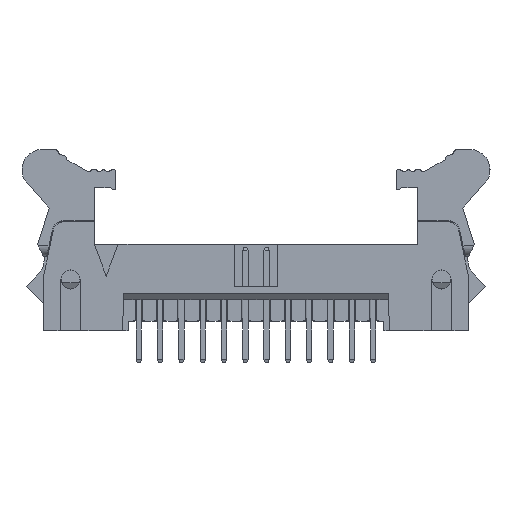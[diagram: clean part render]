
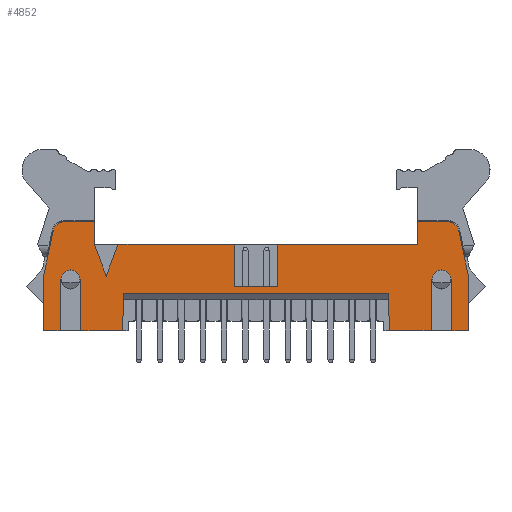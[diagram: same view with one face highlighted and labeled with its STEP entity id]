
A CAD part, front view. The second image highlights one B-rep face of the part: STEP entity #4852.
In plain terms, the highlighted planar face has unit normal (0, -1, 0).
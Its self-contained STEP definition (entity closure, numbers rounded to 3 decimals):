
#3011=CARTESIAN_POINT('',(-2.,-2.975,4.1));
#3012=VERTEX_POINT('',#3011);
#3019=CARTESIAN_POINT('',(2.,-2.975,4.1));
#3020=VERTEX_POINT('',#3019);
#3021=CARTESIAN_POINT('',(2.,-2.975,4.1));
#3022=DIRECTION('',(-1.,0.,0.));
#3023=VECTOR('',#3022,4.);
#3024=LINE('',#3021,#3023);
#3025=EDGE_CURVE('',#3020,#3012,#3024,.T.);
#4264=CARTESIAN_POINT('',(-19.95,-2.975,0.));
#4265=VERTEX_POINT('',#4264);
#4272=CARTESIAN_POINT('',(-19.95,-2.975,5.));
#4273=VERTEX_POINT('',#4272);
#4274=CARTESIAN_POINT('',(-19.95,-2.975,5.));
#4275=DIRECTION('',(0.,0.,-1.));
#4276=VECTOR('',#4275,5.);
#4277=LINE('',#4274,#4276);
#4278=EDGE_CURVE('',#4273,#4265,#4277,.T.);
#4376=CARTESIAN_POINT('',(-18.035,-2.975,10.2));
#4377=VERTEX_POINT('',#4376);
#4394=CARTESIAN_POINT('',(-19.013,-2.975,9.408));
#4395=VERTEX_POINT('',#4394);
#4402=CARTESIAN_POINT('',(-18.035,-2.975,9.2));
#4403=DIRECTION('',(0.,0.,1.));
#4404=DIRECTION('',(0.,-1.,0.));
#4405=AXIS2_PLACEMENT_3D('',#4402,#4404,#4403);
#4406=CIRCLE('',#4405,1.);
#4407=EDGE_CURVE('',#4377,#4395,#4406,.T.);
#4418=CARTESIAN_POINT('',(-18.3,-2.975,4.8));
#4419=VERTEX_POINT('',#4418);
#4426=CARTESIAN_POINT('',(-18.37,-2.975,0.));
#4427=VERTEX_POINT('',#4426);
#4428=CARTESIAN_POINT('',(-18.37,-2.975,0.));
#4429=DIRECTION('',(0.015,0.,1.));
#4430=VECTOR('',#4429,4.801);
#4431=LINE('',#4428,#4430);
#4432=EDGE_CURVE('',#4427,#4419,#4431,.T.);
#4531=CARTESIAN_POINT('',(-19.013,-2.975,9.408));
#4532=DIRECTION('',(-0.208,0.,-0.978));
#4533=VECTOR('',#4532,4.506);
#4534=LINE('',#4531,#4533);
#4535=EDGE_CURVE('',#4395,#4273,#4534,.T.);
#4571=CARTESIAN_POINT('',(-15.15,-2.975,10.2));
#4572=VERTEX_POINT('',#4571);
#4583=CARTESIAN_POINT('',(-15.15,-2.975,10.2));
#4584=DIRECTION('',(-1.,0.,0.));
#4585=VECTOR('',#4584,2.885);
#4586=LINE('',#4583,#4585);
#4587=EDGE_CURVE('',#4572,#4377,#4586,.T.);
#4608=CARTESIAN_POINT('',(-15.15,-2.975,8.1));
#4609=VERTEX_POINT('',#4608);
#4610=CARTESIAN_POINT('',(-15.15,-2.975,8.1));
#4611=DIRECTION('',(0.,0.,1.));
#4612=VECTOR('',#4611,2.1);
#4613=LINE('',#4610,#4612);
#4614=EDGE_CURVE('',#4609,#4572,#4613,.T.);
#4640=CARTESIAN_POINT('',(-2.,-2.975,8.1));
#4641=VERTEX_POINT('',#4640);
#4648=CARTESIAN_POINT('',(-2.,-2.975,4.1));
#4649=DIRECTION('',(0.,0.,1.));
#4650=VECTOR('',#4649,4.);
#4651=LINE('',#4648,#4650);
#4652=EDGE_CURVE('',#3012,#4641,#4651,.T.);
#4664=CARTESIAN_POINT('',(0.,-2.975,5.1));
#4665=DIRECTION('',(1.,0.,0.));
#4666=DIRECTION('',(0.,-1.,0.));
#4667=AXIS2_PLACEMENT_3D('',#4664,#4666,#4665);
#4668=PLANE('',#4667);
#4669=CARTESIAN_POINT('',(-19.95,-2.975,0.));
#4670=DIRECTION('',(1.,0.,0.));
#4671=VECTOR('',#4670,1.58);
#4672=LINE('',#4669,#4671);
#4673=EDGE_CURVE('',#4265,#4427,#4672,.T.);
#4674=ORIENTED_EDGE('',*,*,#4673,.T.);
#4675=ORIENTED_EDGE('',*,*,#4432,.T.);
#4676=CARTESIAN_POINT('',(-16.5,-2.975,4.8));
#4677=VERTEX_POINT('',#4676);
#4678=CARTESIAN_POINT('',(-17.4,-2.975,4.8));
#4679=DIRECTION('',(-1.,0.,0.));
#4680=DIRECTION('',(0.,1.,0.));
#4681=AXIS2_PLACEMENT_3D('',#4678,#4680,#4679);
#4682=CIRCLE('',#4681,0.9);
#4683=EDGE_CURVE('',#4419,#4677,#4682,.T.);
#4684=ORIENTED_EDGE('',*,*,#4683,.T.);
#4685=CARTESIAN_POINT('',(-16.43,-2.975,0.));
#4686=VERTEX_POINT('',#4685);
#4687=CARTESIAN_POINT('',(-16.5,-2.975,4.8));
#4688=DIRECTION('',(0.015,0.,-1.));
#4689=VECTOR('',#4688,4.801);
#4690=LINE('',#4687,#4689);
#4691=EDGE_CURVE('',#4677,#4686,#4690,.T.);
#4692=ORIENTED_EDGE('',*,*,#4691,.T.);
#4693=CARTESIAN_POINT('',(-12.5,-2.975,0.));
#4694=VERTEX_POINT('',#4693);
#4695=CARTESIAN_POINT('',(-16.43,-2.975,0.));
#4696=DIRECTION('',(1.,0.,0.));
#4697=VECTOR('',#4696,3.93);
#4698=LINE('',#4695,#4697);
#4699=EDGE_CURVE('',#4686,#4694,#4698,.T.);
#4700=ORIENTED_EDGE('',*,*,#4699,.T.);
#4701=CARTESIAN_POINT('',(-12.439,-2.975,3.5));
#4702=VERTEX_POINT('',#4701);
#4703=CARTESIAN_POINT('',(-12.5,-2.975,0.));
#4704=DIRECTION('',(0.017,0.,1.));
#4705=VECTOR('',#4704,3.501);
#4706=LINE('',#4703,#4705);
#4707=EDGE_CURVE('',#4694,#4702,#4706,.T.);
#4708=ORIENTED_EDGE('',*,*,#4707,.T.);
#4709=CARTESIAN_POINT('',(12.439,-2.975,3.5));
#4710=VERTEX_POINT('',#4709);
#4711=CARTESIAN_POINT('',(-12.439,-2.975,3.5));
#4712=DIRECTION('',(1.,0.,0.));
#4713=VECTOR('',#4712,24.878);
#4714=LINE('',#4711,#4713);
#4715=EDGE_CURVE('',#4702,#4710,#4714,.T.);
#4716=ORIENTED_EDGE('',*,*,#4715,.T.);
#4717=CARTESIAN_POINT('',(12.5,-2.975,0.));
#4718=VERTEX_POINT('',#4717);
#4719=CARTESIAN_POINT('',(12.5,-2.975,0.));
#4720=DIRECTION('',(-0.017,0.,1.));
#4721=VECTOR('',#4720,3.501);
#4722=LINE('',#4719,#4721);
#4723=EDGE_CURVE('',#4718,#4710,#4722,.T.);
#4724=ORIENTED_EDGE('',*,*,#4723,.F.);
#4725=CARTESIAN_POINT('',(16.43,-2.975,0.));
#4726=VERTEX_POINT('',#4725);
#4727=CARTESIAN_POINT('',(16.43,-2.975,0.));
#4728=DIRECTION('',(-1.,0.,0.));
#4729=VECTOR('',#4728,3.93);
#4730=LINE('',#4727,#4729);
#4731=EDGE_CURVE('',#4726,#4718,#4730,.T.);
#4732=ORIENTED_EDGE('',*,*,#4731,.F.);
#4733=CARTESIAN_POINT('',(16.5,-2.975,4.8));
#4734=VERTEX_POINT('',#4733);
#4735=CARTESIAN_POINT('',(16.5,-2.975,4.8));
#4736=DIRECTION('',(-0.015,0.,-1.));
#4737=VECTOR('',#4736,4.801);
#4738=LINE('',#4735,#4737);
#4739=EDGE_CURVE('',#4734,#4726,#4738,.T.);
#4740=ORIENTED_EDGE('',*,*,#4739,.F.);
#4741=CARTESIAN_POINT('',(18.3,-2.975,4.8));
#4742=VERTEX_POINT('',#4741);
#4743=CARTESIAN_POINT('',(17.4,-2.975,4.8));
#4744=DIRECTION('',(1.,0.,0.));
#4745=DIRECTION('',(0.,-1.,0.));
#4746=AXIS2_PLACEMENT_3D('',#4743,#4745,#4744);
#4747=CIRCLE('',#4746,0.9);
#4748=EDGE_CURVE('',#4742,#4734,#4747,.T.);
#4749=ORIENTED_EDGE('',*,*,#4748,.F.);
#4750=CARTESIAN_POINT('',(18.37,-2.975,0.));
#4751=VERTEX_POINT('',#4750);
#4752=CARTESIAN_POINT('',(18.37,-2.975,0.));
#4753=DIRECTION('',(-0.015,0.,1.));
#4754=VECTOR('',#4753,4.801);
#4755=LINE('',#4752,#4754);
#4756=EDGE_CURVE('',#4751,#4742,#4755,.T.);
#4757=ORIENTED_EDGE('',*,*,#4756,.F.);
#4758=CARTESIAN_POINT('',(19.95,-2.975,0.));
#4759=VERTEX_POINT('',#4758);
#4760=CARTESIAN_POINT('',(19.95,-2.975,0.));
#4761=DIRECTION('',(-1.,0.,0.));
#4762=VECTOR('',#4761,1.58);
#4763=LINE('',#4760,#4762);
#4764=EDGE_CURVE('',#4759,#4751,#4763,.T.);
#4765=ORIENTED_EDGE('',*,*,#4764,.F.);
#4766=CARTESIAN_POINT('',(19.95,-2.975,5.));
#4767=VERTEX_POINT('',#4766);
#4768=CARTESIAN_POINT('',(19.95,-2.975,5.));
#4769=DIRECTION('',(0.,0.,-1.));
#4770=VECTOR('',#4769,5.);
#4771=LINE('',#4768,#4770);
#4772=EDGE_CURVE('',#4767,#4759,#4771,.T.);
#4773=ORIENTED_EDGE('',*,*,#4772,.F.);
#4774=CARTESIAN_POINT('',(19.013,-2.975,9.408));
#4775=VERTEX_POINT('',#4774);
#4776=CARTESIAN_POINT('',(19.013,-2.975,9.408));
#4777=DIRECTION('',(0.208,0.,-0.978));
#4778=VECTOR('',#4777,4.506);
#4779=LINE('',#4776,#4778);
#4780=EDGE_CURVE('',#4775,#4767,#4779,.T.);
#4781=ORIENTED_EDGE('',*,*,#4780,.F.);
#4782=CARTESIAN_POINT('',(18.035,-2.975,10.2));
#4783=VERTEX_POINT('',#4782);
#4784=CARTESIAN_POINT('',(18.035,-2.975,9.2));
#4785=DIRECTION('',(0.,0.,1.));
#4786=DIRECTION('',(0.,1.,0.));
#4787=AXIS2_PLACEMENT_3D('',#4784,#4786,#4785);
#4788=CIRCLE('',#4787,1.);
#4789=EDGE_CURVE('',#4783,#4775,#4788,.T.);
#4790=ORIENTED_EDGE('',*,*,#4789,.F.);
#4791=CARTESIAN_POINT('',(15.15,-2.975,10.2));
#4792=VERTEX_POINT('',#4791);
#4793=CARTESIAN_POINT('',(15.15,-2.975,10.2));
#4794=DIRECTION('',(1.,0.,0.));
#4795=VECTOR('',#4794,2.885);
#4796=LINE('',#4793,#4795);
#4797=EDGE_CURVE('',#4792,#4783,#4796,.T.);
#4798=ORIENTED_EDGE('',*,*,#4797,.F.);
#4799=CARTESIAN_POINT('',(15.15,-2.975,8.1));
#4800=VERTEX_POINT('',#4799);
#4801=CARTESIAN_POINT('',(15.15,-2.975,8.1));
#4802=DIRECTION('',(0.,0.,1.));
#4803=VECTOR('',#4802,2.1);
#4804=LINE('',#4801,#4803);
#4805=EDGE_CURVE('',#4800,#4792,#4804,.T.);
#4806=ORIENTED_EDGE('',*,*,#4805,.F.);
#4807=CARTESIAN_POINT('',(2.,-2.975,8.1));
#4808=VERTEX_POINT('',#4807);
#4809=CARTESIAN_POINT('',(15.15,-2.975,8.1));
#4810=DIRECTION('',(-1.,0.,0.));
#4811=VECTOR('',#4810,13.15);
#4812=LINE('',#4809,#4811);
#4813=EDGE_CURVE('',#4800,#4808,#4812,.T.);
#4814=ORIENTED_EDGE('',*,*,#4813,.T.);
#4815=CARTESIAN_POINT('',(2.,-2.975,8.1));
#4816=DIRECTION('',(0.,0.,-1.));
#4817=VECTOR('',#4816,4.);
#4818=LINE('',#4815,#4817);
#4819=EDGE_CURVE('',#4808,#3020,#4818,.T.);
#4820=ORIENTED_EDGE('',*,*,#4819,.T.);
#4821=ORIENTED_EDGE('',*,*,#3025,.T.);
#4822=ORIENTED_EDGE('',*,*,#4652,.T.);
#4823=CARTESIAN_POINT('',(-12.95,-2.975,8.1));
#4824=VERTEX_POINT('',#4823);
#4825=CARTESIAN_POINT('',(-2.,-2.975,8.1));
#4826=DIRECTION('',(-1.,0.,0.));
#4827=VECTOR('',#4826,10.95);
#4828=LINE('',#4825,#4827);
#4829=EDGE_CURVE('',#4641,#4824,#4828,.T.);
#4830=ORIENTED_EDGE('',*,*,#4829,.T.);
#4831=CARTESIAN_POINT('',(-14.05,-2.975,5.1));
#4832=VERTEX_POINT('',#4831);
#4833=CARTESIAN_POINT('',(-12.95,-2.975,8.1));
#4834=DIRECTION('',(-0.344,0.,-0.939));
#4835=VECTOR('',#4834,3.195);
#4836=LINE('',#4833,#4835);
#4837=EDGE_CURVE('',#4824,#4832,#4836,.T.);
#4838=ORIENTED_EDGE('',*,*,#4837,.T.);
#4839=CARTESIAN_POINT('',(-14.05,-2.975,5.1));
#4840=DIRECTION('',(-0.344,0.,0.939));
#4841=VECTOR('',#4840,3.195);
#4842=LINE('',#4839,#4841);
#4843=EDGE_CURVE('',#4832,#4609,#4842,.T.);
#4844=ORIENTED_EDGE('',*,*,#4843,.T.);
#4845=ORIENTED_EDGE('',*,*,#4614,.T.);
#4846=ORIENTED_EDGE('',*,*,#4587,.T.);
#4847=ORIENTED_EDGE('',*,*,#4407,.T.);
#4848=ORIENTED_EDGE('',*,*,#4535,.T.);
#4849=ORIENTED_EDGE('',*,*,#4278,.T.);
#4850=EDGE_LOOP('',(#4674,#4675,#4684,#4692,#4700,#4708,#4716,#4724,#4732,#4740,#4749,#4757,#4765,#4773,#4781,#4790,#4798,#4806,#4814,#4820,#4821,#4822,#4830,#4838,#4844,#4845,#4846,#4847,#4848,#4849));
#4851=FACE_OUTER_BOUND('',#4850,.T.);
#4852=ADVANCED_FACE('',(#4851),#4668,.T.);
